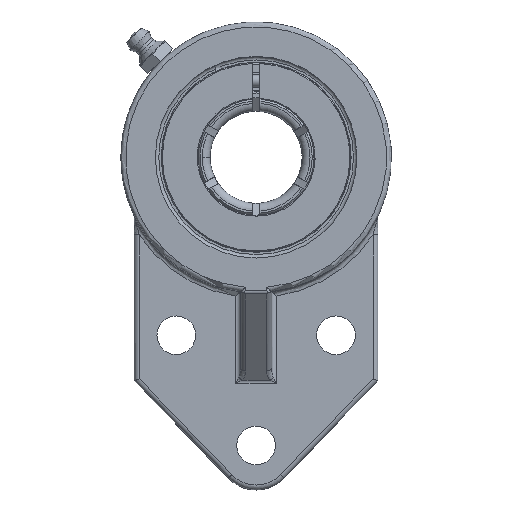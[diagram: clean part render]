
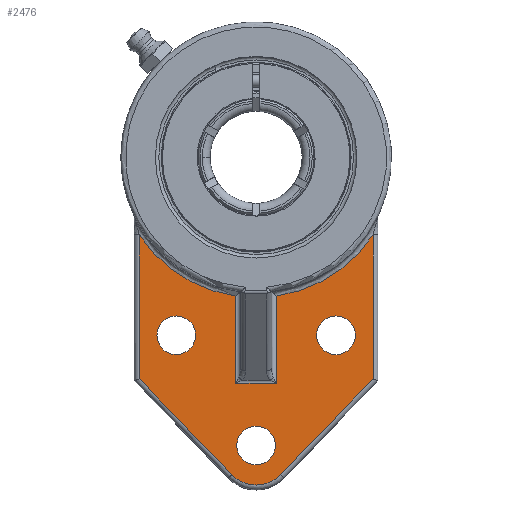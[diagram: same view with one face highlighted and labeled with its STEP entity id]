
A CAD part, top view. The second image highlights one B-rep face of the part: STEP entity #2476.
In plain terms, the highlighted planar face has unit normal (0, 0, 1).
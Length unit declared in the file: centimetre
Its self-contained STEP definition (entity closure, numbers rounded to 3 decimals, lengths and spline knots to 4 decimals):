
#891=CARTESIAN_POINT('',(-0.527,-5.8447,1.));
#892=VERTEX_POINT('',#891);
#1362=CARTESIAN_POINT('',(0.527,-5.8447,1.));
#1363=VERTEX_POINT('',#1362);
#1547=CARTESIAN_POINT('',(-3.2897,-5.8447,1.));
#1548=DIRECTION('',(1.,0.,-0.));
#1549=VECTOR('',#1548,6.5794);
#1550=LINE('',#1547,#1549);
#1551=EDGE_CURVE('',#892,#1363,#1550,.T.);
#1564=CARTESIAN_POINT('',(0.527,-3.5885,1.));
#1565=VERTEX_POINT('',#1564);
#1566=CARTESIAN_POINT('',(0.527,-8.7397,1.));
#1567=DIRECTION('',(-0.,1.,0.));
#1568=VECTOR('',#1567,7.0815);
#1569=LINE('',#1566,#1568);
#1570=EDGE_CURVE('',#1363,#1565,#1569,.T.);
#1601=CARTESIAN_POINT('',(-0.527,-3.5885,1.));
#1602=VERTEX_POINT('',#1601);
#1620=CARTESIAN_POINT('',(-0.527,-1.6583,1.));
#1621=DIRECTION('',(0.,-1.,0.));
#1622=VECTOR('',#1621,7.0815);
#1623=LINE('',#1620,#1622);
#1624=EDGE_CURVE('',#1602,#892,#1623,.T.);
#1637=CARTESIAN_POINT('',(3.023,-2.0041,1.));
#1638=VERTEX_POINT('',#1637);
#1646=CARTESIAN_POINT('',(3.023,-5.7263,1.));
#1647=VERTEX_POINT('',#1646);
#1648=CARTESIAN_POINT('',(3.023,-1.3856,1.));
#1649=DIRECTION('',(0.,-1.,0.));
#1650=VECTOR('',#1649,7.3541);
#1651=LINE('',#1648,#1650);
#1652=EDGE_CURVE('',#1638,#1647,#1651,.T.);
#1969=CARTESIAN_POINT('',(-0.628,-8.2064,1.));
#1970=VERTEX_POINT('',#1969);
#1978=CARTESIAN_POINT('',(-3.023,-5.7263,1.));
#1979=VERTEX_POINT('',#1978);
#1980=CARTESIAN_POINT('',(-0.113,-8.7397,1.));
#1981=DIRECTION('',(-0.695,0.719,0.));
#1982=VECTOR('',#1981,4.827);
#1983=LINE('',#1980,#1982);
#1984=EDGE_CURVE('',#1970,#1979,#1983,.T.);
#2009=CARTESIAN_POINT('',(-3.023,-2.0041,1.));
#2010=VERTEX_POINT('',#2009);
#2027=CARTESIAN_POINT('',(-3.023,-8.7397,1.));
#2028=DIRECTION('',(0.,1.,-0.));
#2029=VECTOR('',#2028,7.3541);
#2030=LINE('',#2027,#2029);
#2031=EDGE_CURVE('',#1979,#2010,#2030,.T.);
#2315=CARTESIAN_POINT('',(0.628,-8.2064,1.));
#2316=VERTEX_POINT('',#2315);
#2324=CARTESIAN_POINT('',(0.,-7.6,1.));
#2325=DIRECTION('',(-0.,0.,-1.));
#2326=DIRECTION('',(-0.,-1.,0.));
#2327=AXIS2_PLACEMENT_3D('',#2324,#2325,#2326);
#2328=CIRCLE('',#2327,0.873);
#2329=EDGE_CURVE('',#2316,#1970,#2328,.T.);
#2347=CARTESIAN_POINT('',(3.4661,-5.2674,1.));
#2348=DIRECTION('',(-0.695,-0.719,0.));
#2349=VECTOR('',#2348,4.827);
#2350=LINE('',#2347,#2349);
#2351=EDGE_CURVE('',#1647,#2316,#2350,.T.);
#2402=CARTESIAN_POINT('',(0.,0.,1.));
#2403=DIRECTION('',(0.,0.,1.));
#2404=DIRECTION('',(0.579,-0.816,0.));
#2405=AXIS2_PLACEMENT_3D('',#2402,#2403,#2404);
#2406=CIRCLE('',#2405,3.627);
#2407=EDGE_CURVE('',#1565,#1638,#2406,.T.);
#2420=CARTESIAN_POINT('',(-0.,-2.4342,1.));
#2421=DIRECTION('',(0.,0.,1.));
#2422=DIRECTION('',(1.,0.,0.));
#2423=AXIS2_PLACEMENT_3D('',#2420,#2421,#2422);
#2424=PLANE('',#2423);
#2425=CARTESIAN_POINT('',(1.565,-4.6,1.));
#2426=VERTEX_POINT('',#2425);
#2427=CARTESIAN_POINT('',(2.065,-4.6,1.));
#2428=DIRECTION('',(0.,0.,-1.));
#2429=DIRECTION('',(1.,0.,0.));
#2430=AXIS2_PLACEMENT_3D('',#2427,#2428,#2429);
#2431=CIRCLE('',#2430,0.5);
#2432=EDGE_CURVE('',#2426,#2426,#2431,.T.);
#2433=ORIENTED_EDGE('',*,*,#2432,.T.);
#2434=EDGE_LOOP('',(#2433));
#2435=FACE_BOUND('',#2434,.T.);
#2436=CARTESIAN_POINT('',(-0.5,-7.45,1.));
#2437=VERTEX_POINT('',#2436);
#2438=CARTESIAN_POINT('',(0.,-7.45,1.));
#2439=DIRECTION('',(0.,0.,-1.));
#2440=DIRECTION('',(1.,0.,0.));
#2441=AXIS2_PLACEMENT_3D('',#2438,#2439,#2440);
#2442=CIRCLE('',#2441,0.5);
#2443=EDGE_CURVE('',#2437,#2437,#2442,.T.);
#2444=ORIENTED_EDGE('',*,*,#2443,.T.);
#2445=EDGE_LOOP('',(#2444));
#2446=FACE_BOUND('',#2445,.T.);
#2447=CARTESIAN_POINT('',(-2.565,-4.6,1.));
#2448=VERTEX_POINT('',#2447);
#2449=CARTESIAN_POINT('',(-2.065,-4.6,1.));
#2450=DIRECTION('',(0.,0.,-1.));
#2451=DIRECTION('',(1.,0.,0.));
#2452=AXIS2_PLACEMENT_3D('',#2449,#2450,#2451);
#2453=CIRCLE('',#2452,0.5);
#2454=EDGE_CURVE('',#2448,#2448,#2453,.T.);
#2455=ORIENTED_EDGE('',*,*,#2454,.T.);
#2456=EDGE_LOOP('',(#2455));
#2457=FACE_BOUND('',#2456,.T.);
#2458=ORIENTED_EDGE('',*,*,#1570,.F.);
#2459=ORIENTED_EDGE('',*,*,#1551,.F.);
#2460=ORIENTED_EDGE('',*,*,#1624,.F.);
#2461=CARTESIAN_POINT('',(0.,0.,1.));
#2462=DIRECTION('',(0.,0.,1.));
#2463=DIRECTION('',(-0.579,-0.816,0.));
#2464=AXIS2_PLACEMENT_3D('',#2461,#2462,#2463);
#2465=CIRCLE('',#2464,3.627);
#2466=EDGE_CURVE('',#2010,#1602,#2465,.T.);
#2467=ORIENTED_EDGE('',*,*,#2466,.F.);
#2468=ORIENTED_EDGE('',*,*,#2031,.F.);
#2469=ORIENTED_EDGE('',*,*,#1984,.F.);
#2470=ORIENTED_EDGE('',*,*,#2329,.F.);
#2471=ORIENTED_EDGE('',*,*,#2351,.F.);
#2472=ORIENTED_EDGE('',*,*,#1652,.F.);
#2473=ORIENTED_EDGE('',*,*,#2407,.F.);
#2474=EDGE_LOOP('',(#2458,#2459,#2460,#2467,#2468,#2469,#2470,#2471,#2472,#2473));
#2475=FACE_BOUND('',#2474,.T.);
#2476=ADVANCED_FACE('',(#2435,#2446,#2457,#2475),#2424,.T.);
